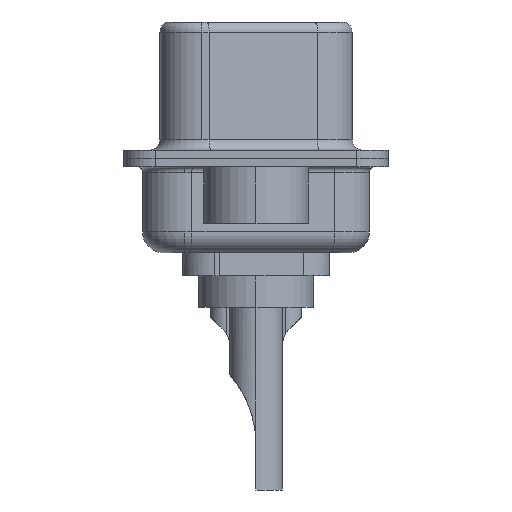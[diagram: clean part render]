
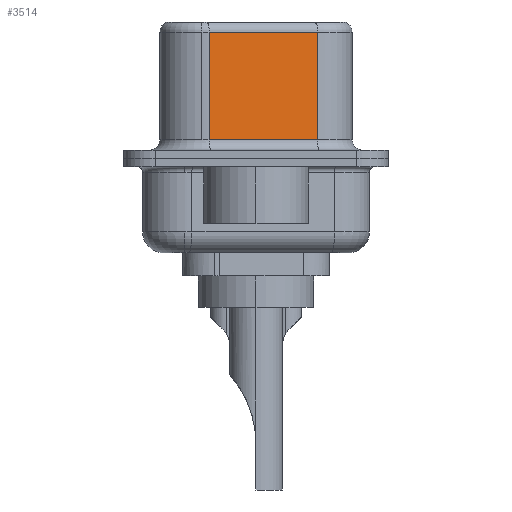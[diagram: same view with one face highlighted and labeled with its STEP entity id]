
A CAD part, left-side view. The second image highlights one B-rep face of the part: STEP entity #3514.
In plain terms, the highlighted planar face has unit normal (-0.985, -0.174, 0).
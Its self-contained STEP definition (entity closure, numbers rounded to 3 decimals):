
#317 = VECTOR ( 'NONE', #19371, 1000. ) ;
#740 = DIRECTION ( 'NONE',  ( 0.174, -0.985, 0. ) ) ;
#860 = LINE ( 'NONE', #16543, #317 ) ;
#1175 = EDGE_CURVE ( 'NONE', #18039, #15387, #10499, .T. ) ;
#1220 = EDGE_CURVE ( 'NONE', #18039, #2143, #860, .T. ) ;
#1929 = CARTESIAN_POINT ( 'NONE',  ( 3.675, 2.233, 0.9 ) ) ;
#2143 = VERTEX_POINT ( 'NONE', #19695 ) ;
#3514 = ADVANCED_FACE ( 'NONE', ( #20496 ), #17607, .F. ) ;
#4923 = CARTESIAN_POINT ( 'NONE',  ( 4.585, -2.927, 6.52 ) ) ;
#5658 = VECTOR ( 'NONE', #740, 1000. ) ;
#5851 = ORIENTED_EDGE ( 'NONE', *, *, #1175, .F. ) ;
#6638 = DIRECTION ( 'NONE',  ( -0.174, 0.985, 0. ) ) ;
#6727 = CARTESIAN_POINT ( 'NONE',  ( 4.585, -2.927, 6.02 ) ) ;
#7587 = CARTESIAN_POINT ( 'NONE',  ( 4.585, -2.927, 6.52 ) ) ;
#8176 = ORIENTED_EDGE ( 'NONE', *, *, #1220, .T. ) ;
#10100 = CARTESIAN_POINT ( 'NONE',  ( 3.675, 2.233, 6.52 ) ) ;
#10499 = LINE ( 'NONE', #4923, #11016 ) ;
#11016 = VECTOR ( 'NONE', #21832, 1000. ) ;
#11926 = LINE ( 'NONE', #10100, #16647 ) ;
#13624 = VERTEX_POINT ( 'NONE', #1929 ) ;
#15117 = AXIS2_PLACEMENT_3D ( 'NONE', #7587, #21886, #6638 ) ;
#15387 = VERTEX_POINT ( 'NONE', #21065 ) ;
#15710 = ORIENTED_EDGE ( 'NONE', *, *, #21520, .T. ) ;
#16325 = CARTESIAN_POINT ( 'NONE',  ( 4.585, -2.927, 0.9 ) ) ;
#16543 = CARTESIAN_POINT ( 'NONE',  ( 4.585, -2.927, 6.02 ) ) ;
#16647 = VECTOR ( 'NONE', #17114, 1000. ) ;
#17114 = DIRECTION ( 'NONE',  ( 0., 0., -1. ) ) ;
#17607 = PLANE ( 'NONE',  #15117 ) ;
#18039 = VERTEX_POINT ( 'NONE', #6727 ) ;
#18437 = ORIENTED_EDGE ( 'NONE', *, *, #19672, .T. ) ;
#19051 = LINE ( 'NONE', #16325, #5658 ) ;
#19371 = DIRECTION ( 'NONE',  ( -0.174, 0.985, 0. ) ) ;
#19672 = EDGE_CURVE ( 'NONE', #2143, #13624, #11926, .T. ) ;
#19695 = CARTESIAN_POINT ( 'NONE',  ( 3.675, 2.233, 6.02 ) ) ;
#20496 = FACE_OUTER_BOUND ( 'NONE', #21540, .T. ) ;
#21065 = CARTESIAN_POINT ( 'NONE',  ( 4.585, -2.927, 0.9 ) ) ;
#21520 = EDGE_CURVE ( 'NONE', #13624, #15387, #19051, .T. ) ;
#21540 = EDGE_LOOP ( 'NONE', ( #5851, #8176, #18437, #15710 ) ) ;
#21832 = DIRECTION ( 'NONE',  ( 0., 0., -1. ) ) ;
#21886 = DIRECTION ( 'NONE',  ( 0.985, 0.174, 0. ) ) ;
